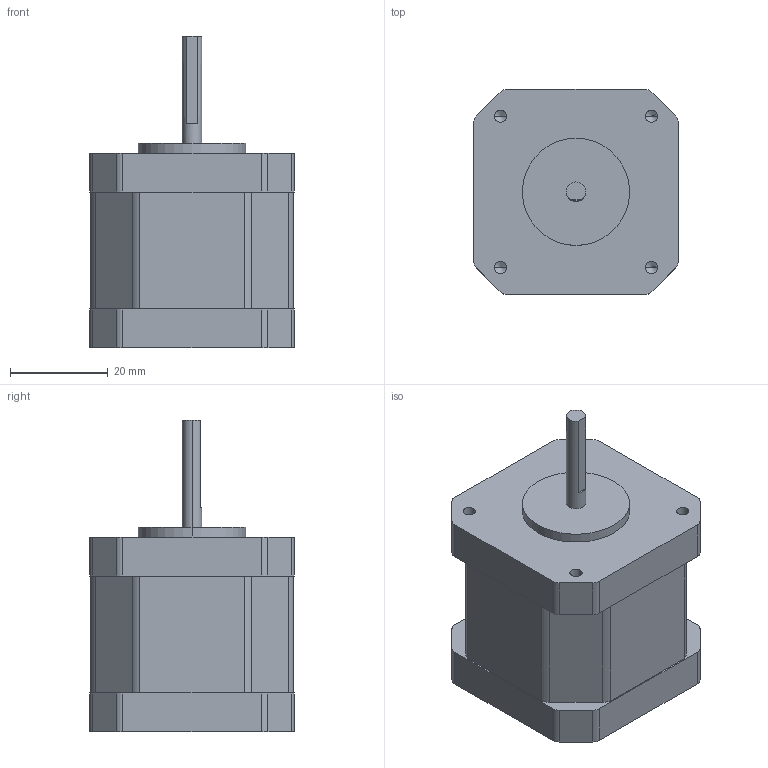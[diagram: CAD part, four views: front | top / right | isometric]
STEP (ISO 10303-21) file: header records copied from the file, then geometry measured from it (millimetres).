
FILE_DESCRIPTION (( 'STEP AP214' ), '1' );
FILE_NAME ('42BYG Stepper Motor祭輛萇儂.step', '2016-10-28T07:03:31', ( 'dell' ), ( '' ), 'SwSTEP 2.0', 'SolidWorks 2013', '' );
FILE_SCHEMA (( 'AUTOMOTIVE_DESIGN' ));
Length unit declared in the file: millimetre
Products named in the file (1): 42BYG Stepper Motor祭輛萇儂
Bounding box: 42 x 42 x 64 mm (x, y, z)
Volume: 64924.3 mm3; surface area: 10202.6 mm2
Topology: 1 solids, 1 shells, 76 faces, 202 edges, 128 vertices
Faces by surface type: cylinder 36, plane 32, cone 8
Entity records: 2673 total; most frequent: DIRECTION 422, CARTESIAN_POINT 399, ORIENTED_EDGE 388, EDGE_CURVE 194, AXIS2_PLACEMENT_3D 151, VERTEX_POINT 128, VECTOR 120, LINE 120
